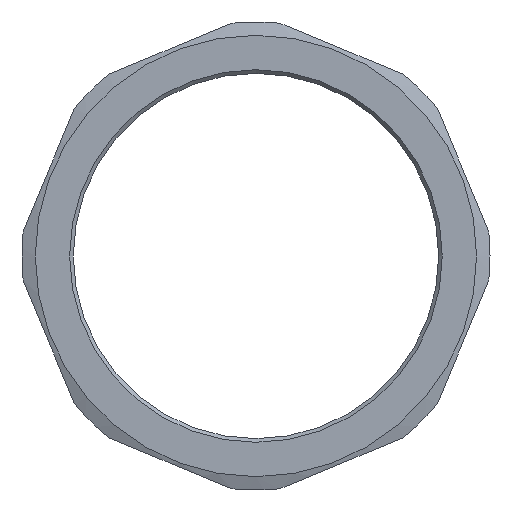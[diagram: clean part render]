
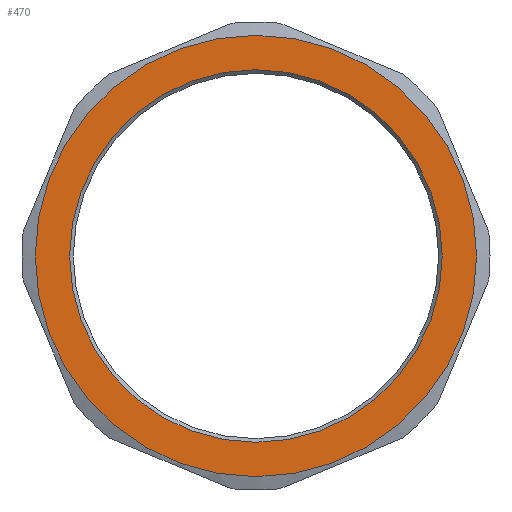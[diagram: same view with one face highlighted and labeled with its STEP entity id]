
A CAD part, left-side view. The second image highlights one B-rep face of the part: STEP entity #470.
In plain terms, the highlighted planar face has unit normal (-1, 0, 0).
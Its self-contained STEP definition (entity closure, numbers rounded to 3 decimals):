
#16=FACE_BOUND('',#100,.T.);
#45=PLANE('',#548);
#71=FACE_OUTER_BOUND('',#99,.T.);
#99=EDGE_LOOP('',(#415));
#100=EDGE_LOOP('',(#416));
#171=CIRCLE('',#527,30.5);
#182=CIRCLE('',#547,25.75);
#219=VERTEX_POINT('',#829);
#228=VERTEX_POINT('',#861);
#283=EDGE_CURVE('',#219,#219,#171,.T.);
#296=EDGE_CURVE('',#228,#228,#182,.T.);
#415=ORIENTED_EDGE('',*,*,#283,.T.);
#416=ORIENTED_EDGE('',*,*,#296,.F.);
#470=ADVANCED_FACE('',(#71,#16),#45,.F.);
#527=AXIS2_PLACEMENT_3D('',#831,#636,#637);
#547=AXIS2_PLACEMENT_3D('',#862,#678,#679);
#548=AXIS2_PLACEMENT_3D('',#864,#681,#682);
#636=DIRECTION('center_axis',(-1.,0.,0.));
#637=DIRECTION('ref_axis',(0.,1.,0.));
#678=DIRECTION('center_axis',(-1.,0.,0.));
#679=DIRECTION('ref_axis',(0.,-1.,0.));
#681=DIRECTION('center_axis',(1.,0.,0.));
#682=DIRECTION('ref_axis',(0.,0.,-1.));
#829=CARTESIAN_POINT('',(-20.,-30.5,0.));
#831=CARTESIAN_POINT('Origin',(-20.,0.,0.));
#861=CARTESIAN_POINT('',(-20.,25.75,0.));
#862=CARTESIAN_POINT('Origin',(-20.,0.,0.));
#864=CARTESIAN_POINT('Origin',(-20.,0.,0.));
